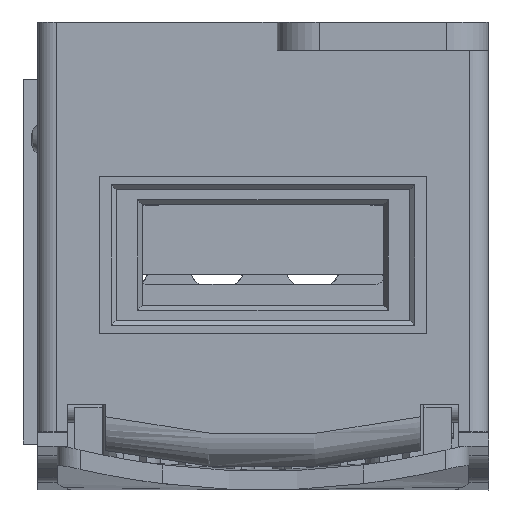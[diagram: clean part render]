
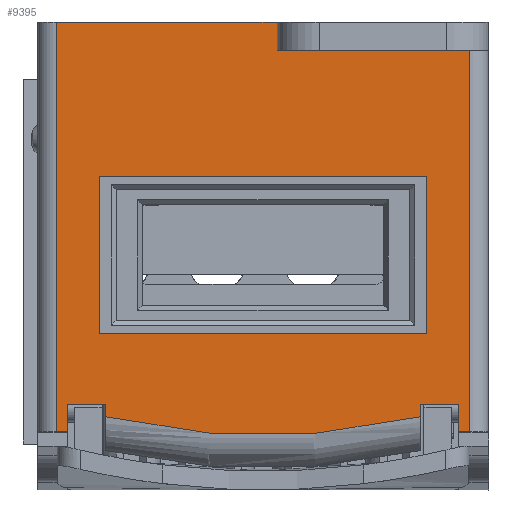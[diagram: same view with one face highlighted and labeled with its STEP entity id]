
A CAD part, front view. The second image highlights one B-rep face of the part: STEP entity #9395.
In plain terms, the highlighted planar face has unit normal (0, -1, 0).
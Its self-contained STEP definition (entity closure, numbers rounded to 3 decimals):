
#109=FACE_BOUND('',#1283,.T.);
#324=CIRCLE('',#9952,71.704);
#773=FACE_OUTER_BOUND('',#1282,.T.);
#1282=EDGE_LOOP('',(#6311,#6312,#6313,#6314,#6315,#6316,#6317,#6318,#6319,
#6320,#6321,#6322,#6323,#6324));
#1283=EDGE_LOOP('',(#6325,#6326,#6327,#6328));
#1990=LINE('',#13454,#2897);
#1991=LINE('',#13458,#2898);
#2065=LINE('',#13641,#2972);
#2066=LINE('',#13645,#2973);
#2075=LINE('',#13663,#2982);
#2137=LINE('',#13819,#3044);
#2144=LINE('',#13831,#3051);
#2145=LINE('',#13834,#3052);
#2146=LINE('',#13836,#3053);
#2147=LINE('',#13840,#3054);
#2148=LINE('',#13841,#3055);
#2149=LINE('',#13843,#3056);
#2150=LINE('',#13844,#3057);
#2151=LINE('',#13847,#3058);
#2152=LINE('',#13849,#3059);
#2153=LINE('',#13851,#3060);
#2154=LINE('',#13852,#3061);
#2897=VECTOR('',#10827,43.8);
#2898=VECTOR('',#10832,23.6);
#2972=VECTOR('',#10960,40.8);
#2973=VECTOR('',#10965,1.2);
#2982=VECTOR('',#10982,2.879);
#3044=VECTOR('',#11100,2.879);
#3051=VECTOR('',#11109,1.2);
#3052=VECTOR('',#11112,4.1);
#3053=VECTOR('',#11113,1.263);
#3054=VECTOR('',#11116,1.263);
#3055=VECTOR('',#11117,4.1);
#3056=VECTOR('',#11118,20.6);
#3057=VECTOR('',#11119,3.);
#3058=VECTOR('',#11120,35.);
#3059=VECTOR('',#11121,16.8);
#3060=VECTOR('',#11122,35.);
#3061=VECTOR('',#11123,16.8);
#3820=VERTEX_POINT('',#13451);
#3821=VERTEX_POINT('',#13453);
#3822=VERTEX_POINT('',#13457);
#3903=VERTEX_POINT('',#13638);
#3904=VERTEX_POINT('',#13640);
#3905=VERTEX_POINT('',#13644);
#3910=VERTEX_POINT('',#13662);
#3975=VERTEX_POINT('',#13816);
#3976=VERTEX_POINT('',#13818);
#3981=VERTEX_POINT('',#13833);
#3982=VERTEX_POINT('',#13835);
#3983=VERTEX_POINT('',#13837);
#3984=VERTEX_POINT('',#13839);
#3985=VERTEX_POINT('',#13842);
#3986=VERTEX_POINT('',#13845);
#3987=VERTEX_POINT('',#13846);
#3988=VERTEX_POINT('',#13848);
#3989=VERTEX_POINT('',#13850);
#4720=EDGE_CURVE('',#3821,#3820,#1990,.T.);
#4722=EDGE_CURVE('',#3822,#3821,#1991,.T.);
#4815=EDGE_CURVE('',#3904,#3903,#2065,.T.);
#4817=EDGE_CURVE('',#3905,#3904,#2066,.T.);
#4826=EDGE_CURVE('',#3910,#3905,#2075,.T.);
#4904=EDGE_CURVE('',#3975,#3976,#2137,.T.);
#4911=EDGE_CURVE('',#3820,#3976,#2144,.T.);
#4912=EDGE_CURVE('',#3975,#3981,#2145,.T.);
#4913=EDGE_CURVE('',#3981,#3982,#2146,.T.);
#4914=EDGE_CURVE('',#3983,#3982,#324,.T.);
#4915=EDGE_CURVE('',#3984,#3983,#2147,.T.);
#4916=EDGE_CURVE('',#3984,#3910,#2148,.T.);
#4917=EDGE_CURVE('',#3903,#3985,#2149,.T.);
#4918=EDGE_CURVE('',#3985,#3822,#2150,.T.);
#4919=EDGE_CURVE('',#3986,#3987,#2151,.T.);
#4920=EDGE_CURVE('',#3986,#3988,#2152,.T.);
#4921=EDGE_CURVE('',#3988,#3989,#2153,.T.);
#4922=EDGE_CURVE('',#3987,#3989,#2154,.T.);
#6311=ORIENTED_EDGE('',*,*,#4911,.T.);
#6312=ORIENTED_EDGE('',*,*,#4904,.F.);
#6313=ORIENTED_EDGE('',*,*,#4912,.T.);
#6314=ORIENTED_EDGE('',*,*,#4913,.T.);
#6315=ORIENTED_EDGE('',*,*,#4914,.F.);
#6316=ORIENTED_EDGE('',*,*,#4915,.F.);
#6317=ORIENTED_EDGE('',*,*,#4916,.T.);
#6318=ORIENTED_EDGE('',*,*,#4826,.T.);
#6319=ORIENTED_EDGE('',*,*,#4817,.T.);
#6320=ORIENTED_EDGE('',*,*,#4815,.T.);
#6321=ORIENTED_EDGE('',*,*,#4917,.T.);
#6322=ORIENTED_EDGE('',*,*,#4918,.T.);
#6323=ORIENTED_EDGE('',*,*,#4722,.T.);
#6324=ORIENTED_EDGE('',*,*,#4720,.T.);
#6325=ORIENTED_EDGE('',*,*,#4919,.F.);
#6326=ORIENTED_EDGE('',*,*,#4920,.T.);
#6327=ORIENTED_EDGE('',*,*,#4921,.T.);
#6328=ORIENTED_EDGE('',*,*,#4922,.F.);
#8571=PLANE('',#9951);
#9395=ADVANCED_FACE('',(#773,#109),#8571,.T.);
#9951=AXIS2_PLACEMENT_3D('',#13832,#11110,#11111);
#9952=AXIS2_PLACEMENT_3D('',#13838,#11114,#11115);
#10827=DIRECTION('',(0.,0.,-1.));
#10832=DIRECTION('',(-1.,0.,0.));
#10960=DIRECTION('',(0.,0.,1.));
#10965=DIRECTION('',(1.,0.,0.));
#10982=DIRECTION('',(0.,0.,-1.));
#11100=DIRECTION('',(0.,0.,-1.));
#11109=DIRECTION('',(1.,0.,0.));
#11110=DIRECTION('center_axis',(0.,-1.,0.));
#11111=DIRECTION('ref_axis',(0.,0.,1.));
#11112=DIRECTION('',(1.,0.,0.));
#11113=DIRECTION('',(0.,0.,-1.));
#11114=DIRECTION('center_axis',(0.,1.,0.));
#11115=DIRECTION('ref_axis',(0.234,0.,-0.972));
#11116=DIRECTION('',(0.,0.,-1.));
#11117=DIRECTION('',(1.,0.,0.));
#11118=DIRECTION('',(-1.,0.,0.));
#11119=DIRECTION('',(0.,0.,1.));
#11120=DIRECTION('',(-1.,0.,0.));
#11121=DIRECTION('',(0.,0.,-1.));
#11122=DIRECTION('',(-1.,0.,0.));
#11123=DIRECTION('',(0.,0.,-1.));
#13451=CARTESIAN_POINT('',(-22.1,8.5,-43.8));
#13453=CARTESIAN_POINT('',(-22.1,8.5,0.));
#13454=CARTESIAN_POINT('',(-22.1,8.5,0.));
#13457=CARTESIAN_POINT('',(1.5,8.5,0.));
#13458=CARTESIAN_POINT('',(1.5,8.5,0.));
#13638=CARTESIAN_POINT('',(22.1,8.5,-3.));
#13640=CARTESIAN_POINT('',(22.1,8.5,-43.8));
#13641=CARTESIAN_POINT('',(22.1,8.5,-43.8));
#13644=CARTESIAN_POINT('',(20.9,8.5,-43.8));
#13645=CARTESIAN_POINT('',(20.9,8.5,-43.8));
#13662=CARTESIAN_POINT('',(20.9,8.5,-40.921));
#13663=CARTESIAN_POINT('',(20.9,8.5,-40.921));
#13816=CARTESIAN_POINT('',(-20.9,8.5,-40.921));
#13818=CARTESIAN_POINT('',(-20.9,8.5,-43.8));
#13819=CARTESIAN_POINT('',(-20.9,8.5,-40.921));
#13831=CARTESIAN_POINT('',(-22.1,8.5,-43.8));
#13832=CARTESIAN_POINT('Origin',(-24.1,8.5,0.));
#13833=CARTESIAN_POINT('',(-16.8,8.5,-40.921));
#13834=CARTESIAN_POINT('',(-20.9,8.5,-40.921));
#13835=CARTESIAN_POINT('',(-16.8,8.5,-42.184));
#13836=CARTESIAN_POINT('',(-16.8,8.5,-40.921));
#13837=CARTESIAN_POINT('',(16.8,8.5,-42.184));
#13838=CARTESIAN_POINT('Origin',(0.,8.5,27.524));
#13839=CARTESIAN_POINT('',(16.8,8.5,-40.921));
#13840=CARTESIAN_POINT('',(16.8,8.5,-40.921));
#13841=CARTESIAN_POINT('',(16.8,8.5,-40.921));
#13842=CARTESIAN_POINT('',(1.5,8.5,-3.));
#13843=CARTESIAN_POINT('',(22.1,8.5,-3.));
#13844=CARTESIAN_POINT('',(1.5,8.5,-3.));
#13845=CARTESIAN_POINT('',(17.5,8.5,-16.5));
#13846=CARTESIAN_POINT('',(-17.5,8.5,-16.5));
#13847=CARTESIAN_POINT('',(17.5,8.5,-16.5));
#13848=CARTESIAN_POINT('',(17.5,8.5,-33.3));
#13849=CARTESIAN_POINT('',(17.5,8.5,-16.5));
#13850=CARTESIAN_POINT('',(-17.5,8.5,-33.3));
#13851=CARTESIAN_POINT('',(17.5,8.5,-33.3));
#13852=CARTESIAN_POINT('',(-17.5,8.5,-16.5));
